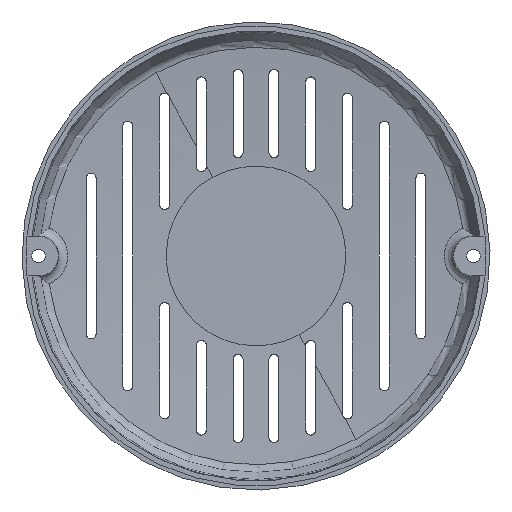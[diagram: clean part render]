
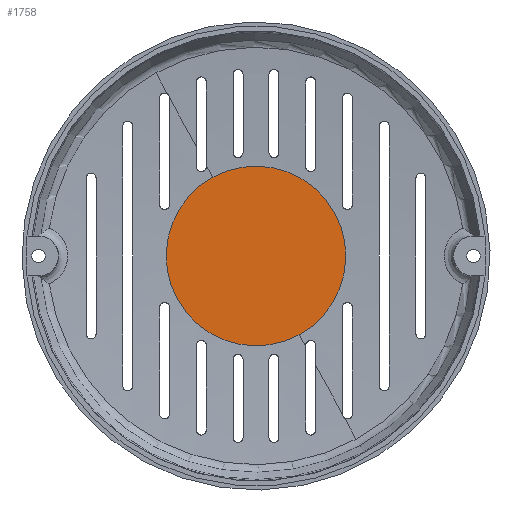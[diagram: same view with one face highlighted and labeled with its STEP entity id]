
A CAD part, left-side view. The second image highlights one B-rep face of the part: STEP entity #1758.
In plain terms, the highlighted planar face has unit normal (-1, 0, 0).
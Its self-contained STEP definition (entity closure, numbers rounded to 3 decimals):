
#1711=CARTESIAN_POINT('Axis2P3D Location',(6.,0.,18.)) ;
#1717=CARTESIAN_POINT('Control Point',(6.,-8.61,-15.761)) ;
#1718=CARTESIAN_POINT('Control Point',(6.,-11.405,-14.235)) ;
#1719=CARTESIAN_POINT('Control Point',(6.,-13.861,-12.088)) ;
#1720=CARTESIAN_POINT('Control Point',(6.,-15.794,-9.424)) ;
#1721=CARTESIAN_POINT('Control Point',(6.,-18.294,-3.553)) ;
#1722=CARTESIAN_POINT('Control Point',(6.,-18.137,2.814)) ;
#1723=CARTESIAN_POINT('Control Point',(6.,-17.393,5.864)) ;
#1724=CARTESIAN_POINT('Control Point',(6.,-14.596,11.586)) ;
#1725=CARTESIAN_POINT('Control Point',(6.,-9.671,15.644)) ;
#1726=CARTESIAN_POINT('Control Point',(6.,-6.727,17.117)) ;
#1727=CARTESIAN_POINT('Control Point',(6.,-1.696,18.343)) ;
#1728=CARTESIAN_POINT('Control Point',(6.,3.372,17.79)) ;
#1729=CARTESIAN_POINT('Control Point',(6.,5.21,17.341)) ;
#1730=CARTESIAN_POINT('Control Point',(6.,6.968,16.658)) ;
#1731=CARTESIAN_POINT('Control Point',(6.,8.61,15.761)) ;
#1732=CARTESIAN_POINT('Vertex',(6.,-8.61,-15.761)) ;
#1734=CARTESIAN_POINT('Vertex',(6.,8.61,15.761)) ;
#1738=CARTESIAN_POINT('Control Point',(6.,8.61,15.761)) ;
#1739=CARTESIAN_POINT('Control Point',(6.,11.405,14.235)) ;
#1740=CARTESIAN_POINT('Control Point',(6.,13.861,12.088)) ;
#1741=CARTESIAN_POINT('Control Point',(6.,15.794,9.424)) ;
#1742=CARTESIAN_POINT('Control Point',(6.,18.294,3.553)) ;
#1743=CARTESIAN_POINT('Control Point',(6.,18.137,-2.814)) ;
#1744=CARTESIAN_POINT('Control Point',(6.,17.393,-5.864)) ;
#1745=CARTESIAN_POINT('Control Point',(6.,14.596,-11.586)) ;
#1746=CARTESIAN_POINT('Control Point',(6.,9.671,-15.644)) ;
#1747=CARTESIAN_POINT('Control Point',(6.,6.727,-17.117)) ;
#1748=CARTESIAN_POINT('Control Point',(6.,1.696,-18.343)) ;
#1749=CARTESIAN_POINT('Control Point',(6.,-3.372,-17.79)) ;
#1750=CARTESIAN_POINT('Control Point',(6.,-5.21,-17.341)) ;
#1751=CARTESIAN_POINT('Control Point',(6.,-6.968,-16.658)) ;
#1752=CARTESIAN_POINT('Control Point',(6.,-8.61,-15.761)) ;
#1712=DIRECTION('Axis2P3D Direction',(-1.,0.,0.)) ;
#1713=DIRECTION('Axis2P3D XDirection',(0.,1.,0.)) ;
#1714=AXIS2_PLACEMENT_3D('Plane Axis2P3D',#1711,#1712,#1713) ;
#1755=ORIENTED_EDGE('',*,*,#1736,.T.) ;
#1756=ORIENTED_EDGE('',*,*,#1753,.T.) ;
#1758=ADVANCED_FACE('PartBody',(#1757),#1715,.T.) ;
#1716=B_SPLINE_CURVE_WITH_KNOTS('',5,(#1717,#1718,#1719,#1720,#1721,#1722,#1723,#1724,#1725,#1726,#1727,#1728,#1729,#1730,#1731),.UNSPECIFIED.,.F.,.U.,(6,3,3,3,6),(1408.995,1806.558,2186.839,2584.408,2817.989),.UNSPECIFIED.) ;
#1737=B_SPLINE_CURVE_WITH_KNOTS('',5,(#1738,#1739,#1740,#1741,#1742,#1743,#1744,#1745,#1746,#1747,#1748,#1749,#1750,#1751,#1752),.UNSPECIFIED.,.F.,.U.,(6,3,3,3,6),(0.,397.563,777.844,1175.414,1408.995),.UNSPECIFIED.) ;
#1736=EDGE_CURVE('',#1733,#1735,#1716,.T.) ;
#1753=EDGE_CURVE('',#1735,#1733,#1737,.T.) ;
#1754=EDGE_LOOP('',(#1755,#1756)) ;
#1757=FACE_OUTER_BOUND('',#1754,.T.) ;
#1715=PLANE('Plane',#1714) ;
#1733=VERTEX_POINT('',#1732) ;
#1735=VERTEX_POINT('',#1734) ;
